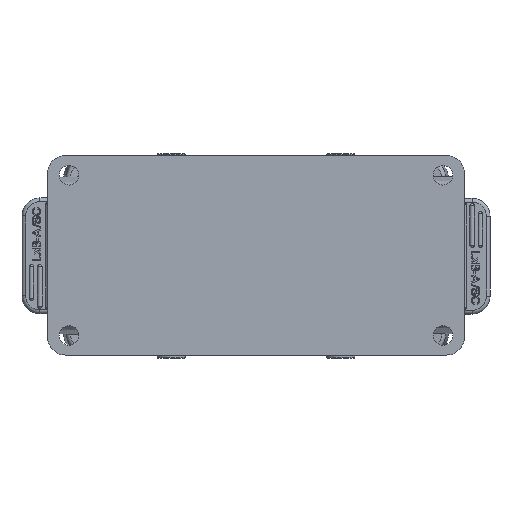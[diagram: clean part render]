
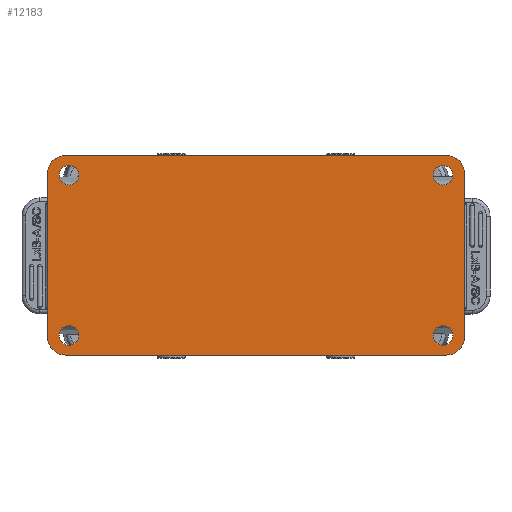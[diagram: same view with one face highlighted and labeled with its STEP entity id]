
A CAD part, front view. The second image highlights one B-rep face of the part: STEP entity #12183.
In plain terms, the highlighted planar face has unit normal (0, -1, 0).
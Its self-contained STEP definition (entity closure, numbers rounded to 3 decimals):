
#10026=CIRCLE('',#35060,2.75);
#10028=CIRCLE('',#35063,2.75);
#10031=CIRCLE('',#35067,2.75);
#10644=CIRCLE('',#36371,2.75);
#10647=CIRCLE('',#36375,2.75);
#10648=CIRCLE('',#36377,2.75);
#10651=CIRCLE('',#36381,2.75);
#10663=CIRCLE('',#36409,5.);
#10664=CIRCLE('',#36411,5.);
#10783=CIRCLE('',#36721,5.);
#10784=CIRCLE('',#36723,2.75);
#10785=CIRCLE('',#36724,5.);
#12183=ADVANCED_FACE('',(#14410,#14411,#14412,#14413,#14414),#13004,.F.);
#13004=PLANE('',#36725);
#14410=FACE_BOUND('',#15886,.T.);
#14411=FACE_BOUND('',#15887,.T.);
#14412=FACE_BOUND('',#15888,.T.);
#14413=FACE_BOUND('',#15889,.T.);
#14414=FACE_BOUND('',#15890,.T.);
#15886=EDGE_LOOP('',(#22851,#22852));
#15887=EDGE_LOOP('',(#22853,#22854));
#15888=EDGE_LOOP('',(#22855,#22856));
#15889=EDGE_LOOP('',(#22857,#22858));
#15890=EDGE_LOOP('',(#22859,#22860,#22861,#22862,#22863,#22864,#22865,#22866));
#22851=ORIENTED_EDGE('',*,*,#27602,.F.);
#22852=ORIENTED_EDGE('',*,*,#30286,.F.);
#22853=ORIENTED_EDGE('',*,*,#29737,.F.);
#22854=ORIENTED_EDGE('',*,*,#29742,.F.);
#22855=ORIENTED_EDGE('',*,*,#29731,.F.);
#22856=ORIENTED_EDGE('',*,*,#29736,.F.);
#22857=ORIENTED_EDGE('',*,*,#27606,.F.);
#22858=ORIENTED_EDGE('',*,*,#27611,.F.);
#22859=ORIENTED_EDGE('',*,*,#30287,.F.);
#22860=ORIENTED_EDGE('',*,*,#30288,.T.);
#22861=ORIENTED_EDGE('',*,*,#29793,.F.);
#22862=ORIENTED_EDGE('',*,*,#29844,.T.);
#22863=ORIENTED_EDGE('',*,*,#29791,.F.);
#22864=ORIENTED_EDGE('',*,*,#29788,.F.);
#22865=ORIENTED_EDGE('',*,*,#30284,.F.);
#22866=ORIENTED_EDGE('',*,*,#30289,.T.);
#24725=VERTEX_POINT('',#46762);
#24726=VERTEX_POINT('',#46763);
#24729=VERTEX_POINT('',#46771);
#24730=VERTEX_POINT('',#46772);
#26165=VERTEX_POINT('',#55001);
#26166=VERTEX_POINT('',#55002);
#26169=VERTEX_POINT('',#55013);
#26170=VERTEX_POINT('',#55014);
#26204=VERTEX_POINT('',#55533);
#26205=VERTEX_POINT('',#55534);
#26206=VERTEX_POINT('',#55539);
#26207=VERTEX_POINT('',#55543);
#26208=VERTEX_POINT('',#55544);
#26507=VERTEX_POINT('',#60285);
#26508=VERTEX_POINT('',#60290);
#26509=VERTEX_POINT('',#60291);
#27602=EDGE_CURVE('',#24725,#24726,#10026,.T.);
#27606=EDGE_CURVE('',#24729,#24730,#10028,.T.);
#27611=EDGE_CURVE('',#24730,#24729,#10031,.T.);
#29731=EDGE_CURVE('',#26165,#26166,#10644,.T.);
#29736=EDGE_CURVE('',#26166,#26165,#10647,.T.);
#29737=EDGE_CURVE('',#26169,#26170,#10648,.T.);
#29742=EDGE_CURVE('',#26170,#26169,#10651,.T.);
#29788=EDGE_CURVE('',#26204,#26205,#32224,.T.);
#29791=EDGE_CURVE('',#26205,#26206,#10663,.T.);
#29793=EDGE_CURVE('',#26207,#26208,#10664,.T.);
#29844=EDGE_CURVE('',#26207,#26206,#32241,.T.);
#30284=EDGE_CURVE('',#26507,#26204,#10783,.T.);
#30286=EDGE_CURVE('',#24726,#24725,#10784,.T.);
#30287=EDGE_CURVE('',#26508,#26509,#10785,.T.);
#30288=EDGE_CURVE('',#26508,#26208,#32427,.T.);
#30289=EDGE_CURVE('',#26507,#26509,#32428,.T.);
#32224=LINE('',#55532,#34211);
#32241=LINE('',#55985,#34228);
#32427=LINE('',#60292,#34414);
#32428=LINE('',#60293,#34415);
#34211=VECTOR('',#42191,1.);
#34228=VECTOR('',#42264,1.);
#34414=VECTOR('',#43028,1.);
#34415=VECTOR('',#43029,1.);
#35060=AXIS2_PLACEMENT_3D('',#46761,#38414,#38415);
#35063=AXIS2_PLACEMENT_3D('',#46770,#38422,#38423);
#35067=AXIS2_PLACEMENT_3D('',#46780,#38432,#38433);
#36371=AXIS2_PLACEMENT_3D('',#55000,#42100,#42101);
#36375=AXIS2_PLACEMENT_3D('',#55010,#42110,#42111);
#36377=AXIS2_PLACEMENT_3D('',#55012,#42114,#42115);
#36381=AXIS2_PLACEMENT_3D('',#55022,#42124,#42125);
#36409=AXIS2_PLACEMENT_3D('',#55538,#42196,#42197);
#36411=AXIS2_PLACEMENT_3D('',#55542,#42201,#42202);
#36721=AXIS2_PLACEMENT_3D('',#60284,#43019,#43020);
#36723=AXIS2_PLACEMENT_3D('',#60288,#43024,#43025);
#36724=AXIS2_PLACEMENT_3D('',#60289,#43026,#43027);
#36725=AXIS2_PLACEMENT_3D('',#60294,#43030,#43031);
#38414=DIRECTION('',(0.,-1.,0.));
#38415=DIRECTION('',(0.,0.,-1.));
#38422=DIRECTION('',(0.,-1.,0.));
#38423=DIRECTION('',(0.,0.,-1.));
#38432=DIRECTION('',(0.,-1.,0.));
#38433=DIRECTION('',(0.,0.,1.));
#42100=DIRECTION('',(0.,-1.,0.));
#42101=DIRECTION('',(0.,0.,-1.));
#42110=DIRECTION('',(0.,-1.,0.));
#42111=DIRECTION('',(0.,0.,1.));
#42114=DIRECTION('',(0.,-1.,0.));
#42115=DIRECTION('',(0.,0.,-1.));
#42124=DIRECTION('',(0.,-1.,0.));
#42125=DIRECTION('',(0.,0.,1.));
#42191=DIRECTION('',(-1.,0.,0.));
#42196=DIRECTION('',(0.,1.,0.));
#42197=DIRECTION('',(0.,0.,-1.));
#42201=DIRECTION('',(0.,1.,0.));
#42202=DIRECTION('',(-1.,0.,0.));
#42264=DIRECTION('',(0.,0.,-1.));
#43019=DIRECTION('',(0.,1.,0.));
#43020=DIRECTION('',(1.,0.,0.));
#43024=DIRECTION('',(0.,-1.,0.));
#43025=DIRECTION('',(0.,0.,1.));
#43026=DIRECTION('',(0.,1.,0.));
#43027=DIRECTION('',(0.,0.,1.));
#43028=DIRECTION('',(-1.,0.,0.));
#43029=DIRECTION('',(0.,0.,1.));
#43030=DIRECTION('',(0.,1.,0.));
#43031=DIRECTION('',(0.,0.,1.));
#46761=CARTESIAN_POINT('',(112.,0.,22.68));
#46762=CARTESIAN_POINT('',(112.,0.,19.93));
#46763=CARTESIAN_POINT('',(112.,0.,25.43));
#46770=CARTESIAN_POINT('',(7.,0.,22.68));
#46771=CARTESIAN_POINT('',(7.,0.,19.93));
#46772=CARTESIAN_POINT('',(7.,0.,25.43));
#46780=CARTESIAN_POINT('',(7.,0.,22.68));
#55000=CARTESIAN_POINT('',(7.,0.,-22.32));
#55001=CARTESIAN_POINT('',(7.,0.,-25.07));
#55002=CARTESIAN_POINT('',(7.,0.,-19.57));
#55010=CARTESIAN_POINT('',(7.,0.,-22.32));
#55012=CARTESIAN_POINT('',(112.,0.,-22.32));
#55013=CARTESIAN_POINT('',(112.,0.,-25.07));
#55014=CARTESIAN_POINT('',(112.,0.,-19.57));
#55022=CARTESIAN_POINT('',(112.,0.,-22.32));
#55532=CARTESIAN_POINT('',(113.,0.,-27.82));
#55533=CARTESIAN_POINT('',(113.,0.,-27.82));
#55534=CARTESIAN_POINT('',(6.,0.,-27.82));
#55538=CARTESIAN_POINT('',(6.,0.,-22.82));
#55539=CARTESIAN_POINT('',(1.,0.,-22.82));
#55542=CARTESIAN_POINT('',(6.,0.,23.18));
#55543=CARTESIAN_POINT('',(1.,0.,23.18));
#55544=CARTESIAN_POINT('',(6.,0.,28.18));
#55985=CARTESIAN_POINT('',(1.,0.,23.18));
#60284=CARTESIAN_POINT('',(113.,0.,-22.82));
#60285=CARTESIAN_POINT('',(118.,0.,-22.82));
#60288=CARTESIAN_POINT('',(112.,0.,22.68));
#60289=CARTESIAN_POINT('',(113.,0.,23.18));
#60290=CARTESIAN_POINT('',(113.,0.,28.18));
#60291=CARTESIAN_POINT('',(118.,0.,23.18));
#60292=CARTESIAN_POINT('',(113.,0.,28.18));
#60293=CARTESIAN_POINT('',(118.,0.,-22.82));
#60294=CARTESIAN_POINT('',(59.5,0.,0.18));
